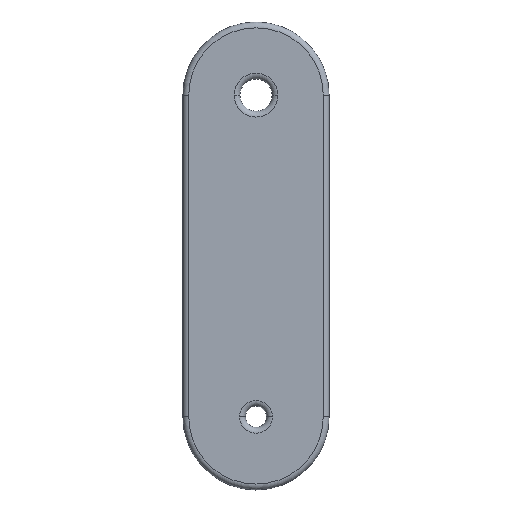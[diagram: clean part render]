
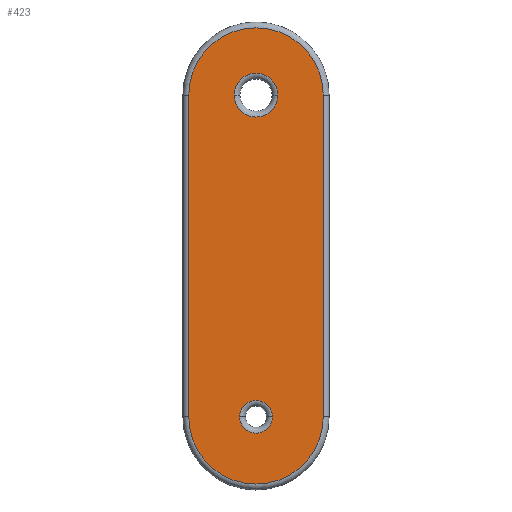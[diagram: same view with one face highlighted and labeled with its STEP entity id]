
A CAD part, top view. The second image highlights one B-rep face of the part: STEP entity #423.
In plain terms, the highlighted planar face has unit normal (0, 0, 1).
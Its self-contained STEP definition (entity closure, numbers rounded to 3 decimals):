
#9 = AXIS2_PLACEMENT_3D ( 'NONE', #556, #721, #220 ) ;
#27 = CIRCLE ( 'NONE', #758, 11.5 ) ;
#41 = CARTESIAN_POINT ( 'NONE',  ( 0., 27.5, 8. ) ) ;
#44 = LINE ( 'NONE', #659, #771 ) ;
#54 = DIRECTION ( 'NONE',  ( 0., 1., 0. ) ) ;
#67 = EDGE_LOOP ( 'NONE', ( #491, #222, #468, #470 ) ) ;
#68 = CARTESIAN_POINT ( 'NONE',  ( 2.8, -27.5, 8. ) ) ;
#83 = AXIS2_PLACEMENT_3D ( 'NONE', #726, #433, #313 ) ;
#134 = EDGE_CURVE ( 'NONE', #606, #338, #27, .T. ) ;
#161 = EDGE_CURVE ( 'NONE', #642, #606, #547, .T. ) ;
#170 = EDGE_LOOP ( 'NONE', ( #414, #757 ) ) ;
#182 = CIRCLE ( 'NONE', #273, 11.5 ) ;
#185 = DIRECTION ( 'NONE',  ( 0., 0., -1. ) ) ;
#206 = VERTEX_POINT ( 'NONE', #68 ) ;
#220 = DIRECTION ( 'NONE',  ( 1., 0., 0. ) ) ;
#222 = ORIENTED_EDGE ( 'NONE', *, *, #449, .T. ) ;
#233 = AXIS2_PLACEMENT_3D ( 'NONE', #710, #185, #643 ) ;
#246 = FACE_OUTER_BOUND ( 'NONE', #67, .T. ) ;
#260 = AXIS2_PLACEMENT_3D ( 'NONE', #586, #307, #864 ) ;
#273 = AXIS2_PLACEMENT_3D ( 'NONE', #760, #404, #392 ) ;
#275 = DIRECTION ( 'NONE',  ( 0., 0., 1. ) ) ;
#278 = VERTEX_POINT ( 'NONE', #430 ) ;
#284 = EDGE_LOOP ( 'NONE', ( #871, #852 ) ) ;
#288 = CARTESIAN_POINT ( 'NONE',  ( -11.5, 27.5, 8. ) ) ;
#300 = FACE_BOUND ( 'NONE', #170, .T. ) ;
#307 = DIRECTION ( 'NONE',  ( 0., 0., 1. ) ) ;
#313 = DIRECTION ( 'NONE',  ( 1., 0., 0. ) ) ;
#328 = CIRCLE ( 'NONE', #836, 3.75 ) ;
#331 = VERTEX_POINT ( 'NONE', #838 ) ;
#335 = DIRECTION ( 'NONE',  ( 1., 0., 0. ) ) ;
#338 = VERTEX_POINT ( 'NONE', #288 ) ;
#372 = CIRCLE ( 'NONE', #233, 2.8 ) ;
#375 = PLANE ( 'NONE',  #260 ) ;
#382 = CARTESIAN_POINT ( 'NONE',  ( -2.8, -27.5, 8. ) ) ;
#392 = DIRECTION ( 'NONE',  ( 1., 0., 0. ) ) ;
#402 = CARTESIAN_POINT ( 'NONE',  ( 11.5, 27.5, 8. ) ) ;
#404 = DIRECTION ( 'NONE',  ( 0., 0., 1. ) ) ;
#414 = ORIENTED_EDGE ( 'NONE', *, *, #862, .T. ) ;
#416 = VECTOR ( 'NONE', #54, 1000. ) ;
#423 = ADVANCED_FACE ( 'NONE', ( #246, #793, #300 ), #375, .T. ) ;
#430 = CARTESIAN_POINT ( 'NONE',  ( -11.5, -27.5, 8. ) ) ;
#433 = DIRECTION ( 'NONE',  ( 0., 0., -1. ) ) ;
#441 = VERTEX_POINT ( 'NONE', #382 ) ;
#449 = EDGE_CURVE ( 'NONE', #338, #278, #44, .T. ) ;
#468 = ORIENTED_EDGE ( 'NONE', *, *, #723, .T. ) ;
#470 = ORIENTED_EDGE ( 'NONE', *, *, #161, .T. ) ;
#491 = ORIENTED_EDGE ( 'NONE', *, *, #134, .T. ) ;
#496 = EDGE_CURVE ( 'NONE', #441, #206, #372, .T. ) ;
#524 = EDGE_CURVE ( 'NONE', #765, #331, #737, .T. ) ;
#547 = LINE ( 'NONE', #402, #416 ) ;
#556 = CARTESIAN_POINT ( 'NONE',  ( 0., -27.5, 8. ) ) ;
#575 = DIRECTION ( 'NONE',  ( 0., 0., -1. ) ) ;
#584 = EDGE_CURVE ( 'NONE', #331, #765, #328, .T. ) ;
#586 = CARTESIAN_POINT ( 'NONE',  ( 0., -27.5, 8. ) ) ;
#606 = VERTEX_POINT ( 'NONE', #779 ) ;
#642 = VERTEX_POINT ( 'NONE', #807 ) ;
#643 = DIRECTION ( 'NONE',  ( 1., 0., 0. ) ) ;
#658 = DIRECTION ( 'NONE',  ( 1., 0., 0. ) ) ;
#659 = CARTESIAN_POINT ( 'NONE',  ( -11.5, -27.5, 8. ) ) ;
#687 = CARTESIAN_POINT ( 'NONE',  ( 0., 27.5, 8. ) ) ;
#710 = CARTESIAN_POINT ( 'NONE',  ( 0., -27.5, 8. ) ) ;
#721 = DIRECTION ( 'NONE',  ( 0., 0., -1. ) ) ;
#723 = EDGE_CURVE ( 'NONE', #278, #642, #182, .T. ) ;
#726 = CARTESIAN_POINT ( 'NONE',  ( 0., 27.5, 8. ) ) ;
#737 = CIRCLE ( 'NONE', #83, 3.75 ) ;
#751 = CARTESIAN_POINT ( 'NONE',  ( 3.75, 27.5, 8. ) ) ;
#757 = ORIENTED_EDGE ( 'NONE', *, *, #496, .T. ) ;
#758 = AXIS2_PLACEMENT_3D ( 'NONE', #687, #275, #335 ) ;
#760 = CARTESIAN_POINT ( 'NONE',  ( 0., -27.5, 8. ) ) ;
#765 = VERTEX_POINT ( 'NONE', #751 ) ;
#771 = VECTOR ( 'NONE', #800, 1000. ) ;
#779 = CARTESIAN_POINT ( 'NONE',  ( 11.5, 27.5, 8. ) ) ;
#793 = FACE_BOUND ( 'NONE', #284, .T. ) ;
#800 = DIRECTION ( 'NONE',  ( 0., -1., 0. ) ) ;
#807 = CARTESIAN_POINT ( 'NONE',  ( 11.5, -27.5, 8. ) ) ;
#823 = CIRCLE ( 'NONE', #9, 2.8 ) ;
#836 = AXIS2_PLACEMENT_3D ( 'NONE', #41, #575, #658 ) ;
#838 = CARTESIAN_POINT ( 'NONE',  ( -3.75, 27.5, 8. ) ) ;
#852 = ORIENTED_EDGE ( 'NONE', *, *, #584, .T. ) ;
#862 = EDGE_CURVE ( 'NONE', #206, #441, #823, .T. ) ;
#864 = DIRECTION ( 'NONE',  ( 1., 0., 0. ) ) ;
#871 = ORIENTED_EDGE ( 'NONE', *, *, #524, .T. ) ;
